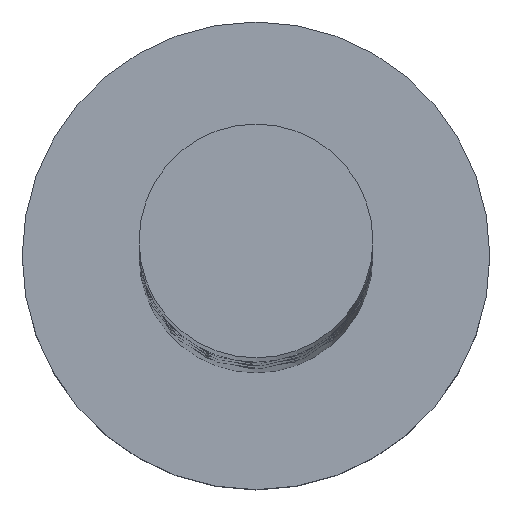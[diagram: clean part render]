
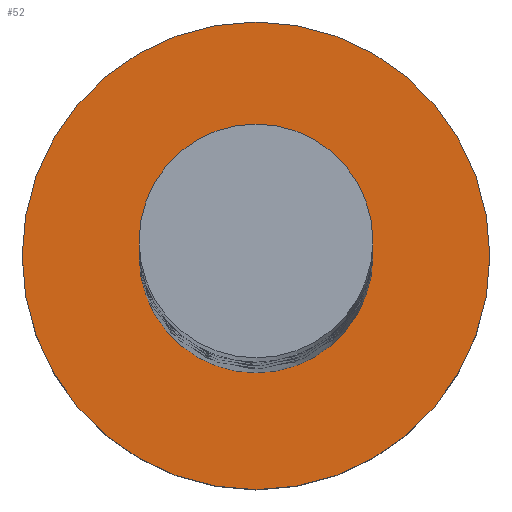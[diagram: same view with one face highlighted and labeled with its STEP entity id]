
A CAD part, top view. The second image highlights one B-rep face of the part: STEP entity #52.
In plain terms, the highlighted planar face has unit normal (0, 0, 1).
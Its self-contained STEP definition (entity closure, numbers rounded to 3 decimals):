
#15 = ORIENTED_EDGE ( 'NONE', *, *, #1108, .F. ) ;
#52 = ADVANCED_FACE ( 'NONE', ( #1490, #859 ), #1371, .T. ) ;
#129 = DIRECTION ( 'NONE',  ( 0., 0., 1. ) ) ;
#150 = EDGE_LOOP ( 'NONE', ( #1210, #949 ) ) ;
#168 = EDGE_CURVE ( 'NONE', #1284, #403, #1548, .T. ) ;
#183 = AXIS2_PLACEMENT_3D ( 'NONE', #1089, #1622, #837 ) ;
#206 = DIRECTION ( 'NONE',  ( 1., 0., 0. ) ) ;
#281 = VERTEX_POINT ( 'NONE', #434 ) ;
#344 = CIRCLE ( 'NONE', #1659, 4. ) ;
#348 = EDGE_LOOP ( 'NONE', ( #845, #15 ) ) ;
#398 = CIRCLE ( 'NONE', #183, 2. ) ;
#403 = VERTEX_POINT ( 'NONE', #490 ) ;
#434 = CARTESIAN_POINT ( 'NONE',  ( 2., 0., 3. ) ) ;
#475 = CARTESIAN_POINT ( 'NONE',  ( 0., 0., 3. ) ) ;
#481 = AXIS2_PLACEMENT_3D ( 'NONE', #1624, #1635, #978 ) ;
#490 = CARTESIAN_POINT ( 'NONE',  ( -4., 0., 3. ) ) ;
#508 = CIRCLE ( 'NONE', #1465, 2. ) ;
#585 = DIRECTION ( 'NONE',  ( 0., 0., 1. ) ) ;
#608 = DIRECTION ( 'NONE',  ( 1., 0., 0. ) ) ;
#673 = EDGE_CURVE ( 'NONE', #403, #1284, #344, .T. ) ;
#822 = DIRECTION ( 'NONE',  ( 0., 0., 1. ) ) ;
#837 = DIRECTION ( 'NONE',  ( 1., 0., 0. ) ) ;
#845 = ORIENTED_EDGE ( 'NONE', *, *, #1216, .F. ) ;
#859 = FACE_OUTER_BOUND ( 'NONE', #150, .T. ) ;
#862 = DIRECTION ( 'NONE',  ( 1., 0., 0. ) ) ;
#949 = ORIENTED_EDGE ( 'NONE', *, *, #168, .T. ) ;
#972 = AXIS2_PLACEMENT_3D ( 'NONE', #1382, #585, #608 ) ;
#978 = DIRECTION ( 'NONE',  ( 1., 0., 0. ) ) ;
#1089 = CARTESIAN_POINT ( 'NONE',  ( 0., 0., 3. ) ) ;
#1108 = EDGE_CURVE ( 'NONE', #281, #1314, #508, .T. ) ;
#1210 = ORIENTED_EDGE ( 'NONE', *, *, #673, .T. ) ;
#1216 = EDGE_CURVE ( 'NONE', #1314, #281, #398, .T. ) ;
#1284 = VERTEX_POINT ( 'NONE', #1604 ) ;
#1314 = VERTEX_POINT ( 'NONE', #1491 ) ;
#1371 = PLANE ( 'NONE',  #972 ) ;
#1382 = CARTESIAN_POINT ( 'NONE',  ( 0., 0., 3. ) ) ;
#1465 = AXIS2_PLACEMENT_3D ( 'NONE', #1617, #822, #206 ) ;
#1490 = FACE_BOUND ( 'NONE', #348, .T. ) ;
#1491 = CARTESIAN_POINT ( 'NONE',  ( -2., 0., 3. ) ) ;
#1548 = CIRCLE ( 'NONE', #481, 4. ) ;
#1604 = CARTESIAN_POINT ( 'NONE',  ( 4., 0., 3. ) ) ;
#1617 = CARTESIAN_POINT ( 'NONE',  ( 0., 0., 3. ) ) ;
#1622 = DIRECTION ( 'NONE',  ( 0., 0., 1. ) ) ;
#1624 = CARTESIAN_POINT ( 'NONE',  ( 0., 0., 3. ) ) ;
#1635 = DIRECTION ( 'NONE',  ( 0., 0., 1. ) ) ;
#1659 = AXIS2_PLACEMENT_3D ( 'NONE', #475, #129, #862 ) ;
